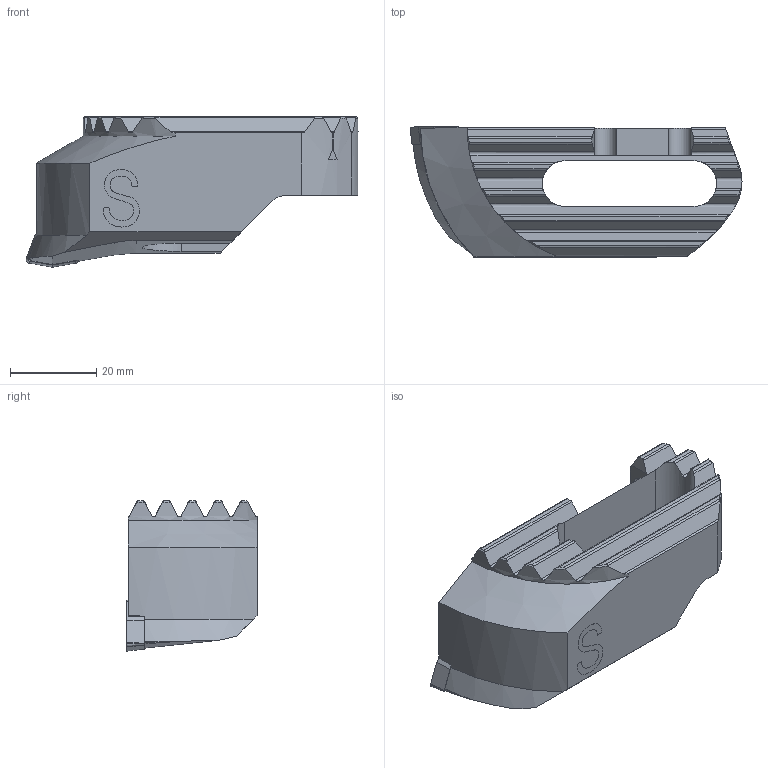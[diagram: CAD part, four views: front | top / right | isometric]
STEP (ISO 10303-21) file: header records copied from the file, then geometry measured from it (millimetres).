
FILE_DESCRIPTION(('no description'),'unknown implementation level');
FILE_NAME('E0E17E07-539F-438A-AF60-9C8B78965F0A_export.stp',' ',('CIMSOURCE GmbH'),('CADClick - KiM GmbH - www.kimweb.de'),'unknown preprocess','ACIS','unknown authorization');
FILE_SCHEMA(('automotive_design'));
Length unit declared in the file: millimetre
Products named in the file (3): 639.265 Kaiser 90-112 SW68 WC06 S|655.651 Kaiser WCMT 06T308 K20C;Kombinieren1; 639.265 Kaiser 90-112 SW68 WC06 S|694.137 Kasier ETL M3,5 X 9,4 T10 IP 10S;Schnitt-Linear austragen2; 639.265 Kaiser 90-112 SW68 WC06 S|639.265 Kaiser 90-112 SW68 WC06 S;Marke
Bounding box: 77 x 30.17 x 34.9 mm (x, y, z)
Volume: 34953.6 mm3; surface area: 11341.1 mm2
Topology: 3 solids, 3 shells, 236 faces, 647 edges, 420 vertices
Faces by surface type: plane 85, cylinder 83, cone 32, bspline 28, torus 8
Entity records: 16498 total; most frequent: CARTESIAN_POINT 3527, STYLED_ITEM 1304, PRESENTATION_STYLE_ASSIGNMENT 1304, COLOUR_RGB 1304, ORIENTED_EDGE 1290, DIRECTION 1081, EDGE_CURVE 645, CURVE_STYLE 645
